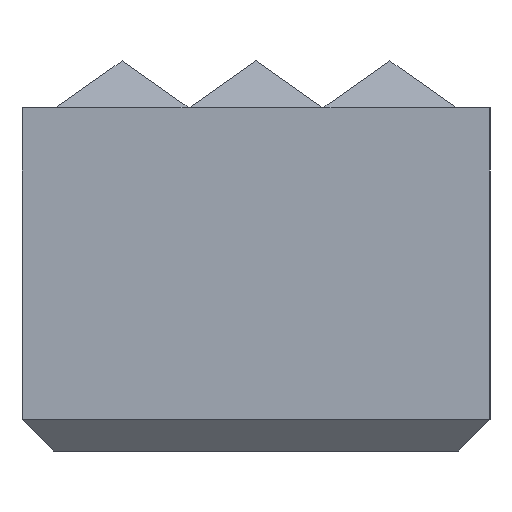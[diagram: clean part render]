
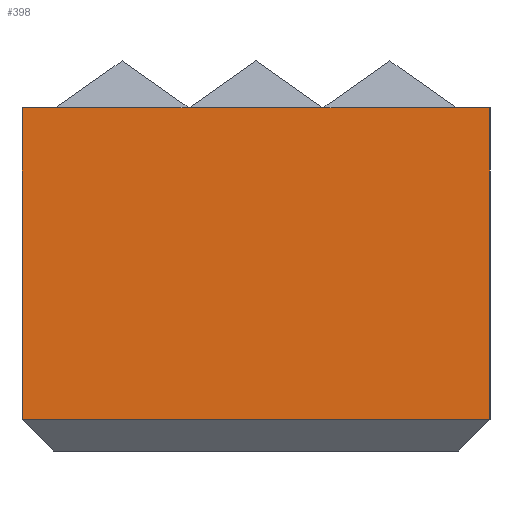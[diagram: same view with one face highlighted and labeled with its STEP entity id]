
A CAD part, left-side view. The second image highlights one B-rep face of the part: STEP entity #398.
In plain terms, the highlighted planar face has unit normal (-1, 0, 0).
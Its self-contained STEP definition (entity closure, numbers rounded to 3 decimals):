
#352=EDGE_CURVE('',#510,#682,#836,.T.);
#354=EDGE_CURVE('',#602,#510,#838,.T.);
#368=VERTEX_POINT('',#854);
#398=ADVANCED_FACE('',(#888),#889,.F.);
#424=EDGE_CURVE('',#502,#368,#920,.T.);
#428=VERTEX_POINT('',#924);
#436=EDGE_CURVE('',#428,#576,#932,.T.);
#440=EDGE_CURVE('',#368,#534,#936,.T.);
#454=EDGE_CURVE('',#502,#428,#953,.T.);
#478=EDGE_CURVE('',#534,#682,#981,.T.);
#502=VERTEX_POINT('',#1012);
#510=VERTEX_POINT('',#1020);
#534=VERTEX_POINT('',#1045);
#552=EDGE_CURVE('',#602,#576,#1065,.T.);
#576=VERTEX_POINT('',#1093);
#602=VERTEX_POINT('',#1122);
#682=VERTEX_POINT('',#1214);
#836=LINE('',#1401,#1402);
#838=LINE('',#1405,#1406);
#854=CARTESIAN_POINT('',(-6.0,-1.717,8.8));
#888=FACE_OUTER_BOUND('',#1476,.T.);
#889=PLANE('',#1477);
#920=LINE('',#1517,#1518);
#924=CARTESIAN_POINT('',(-6.0,-6.,8.8));
#932=LINE('',#1536,#1537);
#936=LINE('',#1544,#1545);
#953=LINE('',#1569,#1570);
#981=LINE('',#1611,#1612);
#1012=CARTESIAN_POINT('',(-6.0,-5.15,8.8));
#1020=CARTESIAN_POINT('',(-6.0,6.0,8.8));
#1045=CARTESIAN_POINT('',(-6.0,1.717,8.8));
#1065=LINE('',#1728,#1729);
#1093=CARTESIAN_POINT('',(-6.0,-6.,0.8));
#1122=CARTESIAN_POINT('',(-6.0,6.0,0.8));
#1214=CARTESIAN_POINT('',(-6.0,5.15,8.8));
#1401=CARTESIAN_POINT('',(-6.0,6.0,8.8));
#1402=VECTOR('',#2110,1.0);
#1405=CARTESIAN_POINT('',(-6.0,6.0,0.8));
#1406=VECTOR('',#2111,1.0);
#1476=EDGE_LOOP('',(#2166,#2167,#2168,#2169,#2170,#2171,#2172,#2173));
#1477=AXIS2_PLACEMENT_3D('',#2174,#2175,#2176);
#1517=CARTESIAN_POINT('',(-6.0,0.,8.8));
#1518=VECTOR('',#2212,1.0);
#1536=CARTESIAN_POINT('',(-6.0,-6.,8.8));
#1537=VECTOR('',#2218,1.0);
#1544=CARTESIAN_POINT('',(-6.0,0.,8.8));
#1545=VECTOR('',#2220,1.0);
#1569=CARTESIAN_POINT('',(-6.0,-5.15,8.8));
#1570=VECTOR('',#2246,1.0);
#1611=CARTESIAN_POINT('',(-6.0,0.,8.8));
#1612=VECTOR('',#2281,1.0);
#1728=CARTESIAN_POINT('',(-6.0,0.,0.8));
#1729=VECTOR('',#2374,1.0);
#2110=DIRECTION('',(0.,-1.0,0.0));
#2111=DIRECTION('',(0.,0.,1.0));
#2166=ORIENTED_EDGE('',*,*,#552,.T.);
#2167=ORIENTED_EDGE('',*,*,#436,.F.);
#2168=ORIENTED_EDGE('',*,*,#454,.F.);
#2169=ORIENTED_EDGE('',*,*,#424,.T.);
#2170=ORIENTED_EDGE('',*,*,#440,.T.);
#2171=ORIENTED_EDGE('',*,*,#478,.T.);
#2172=ORIENTED_EDGE('',*,*,#352,.F.);
#2173=ORIENTED_EDGE('',*,*,#354,.F.);
#2174=CARTESIAN_POINT('',(-6.0,0.,5.068));
#2175=DIRECTION('',(1.0,0.,0.));
#2176=DIRECTION('',(0.,1.0,0.0));
#2212=DIRECTION('',(0.,1.0,0.));
#2218=DIRECTION('',(0.,0.,-1.0));
#2220=DIRECTION('',(0.,1.0,0.));
#2246=DIRECTION('',(0.,-1.0,0.0));
#2281=DIRECTION('',(0.,1.0,0.));
#2374=DIRECTION('',(0.,-1.0,0.));
